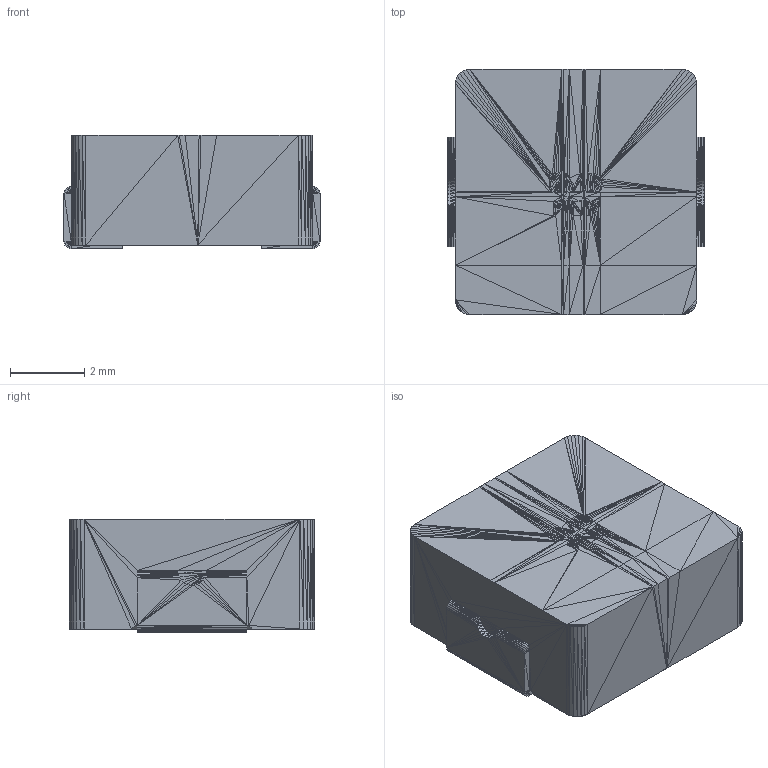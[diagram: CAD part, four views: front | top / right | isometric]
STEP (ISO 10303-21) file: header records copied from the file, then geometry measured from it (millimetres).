
FILE_DESCRIPTION(('FreeCAD Model'),'2;1');
FILE_NAME('Open CASCADE Shape Model','2024-03-07T01:22:55',('Author'),( ''),'Open CASCADE STEP processor 7.5','FreeCAD','Unknown');
FILE_SCHEMA(('AUTOMOTIVE_DESIGN { 1 0 10303 214 1 1 1 1 }'));
Length unit declared in the file: millimetre
Products named in the file (1): IND_SMD_L6_6_W7_1_H3_0001 (Solid)001
Bounding box: 6.89 x 6.59 x 3.05 mm (x, y, z)
Volume: 128.5 mm3; surface area: 167.1 mm2
Topology: 1 solids, 1 shells, 1898 faces, 2850 edges, 954 vertices
Faces by surface type: plane 1898
Entity records: 37072 total; most frequent: DIRECTION 6648, CARTESIAN_POINT 5703, ORIENTED_EDGE 5700, EDGE_CURVE 2850, LINE 2850, VECTOR 2850, AXIS2_PLACEMENT_3D 1899, ADVANCED_FACE 1898
